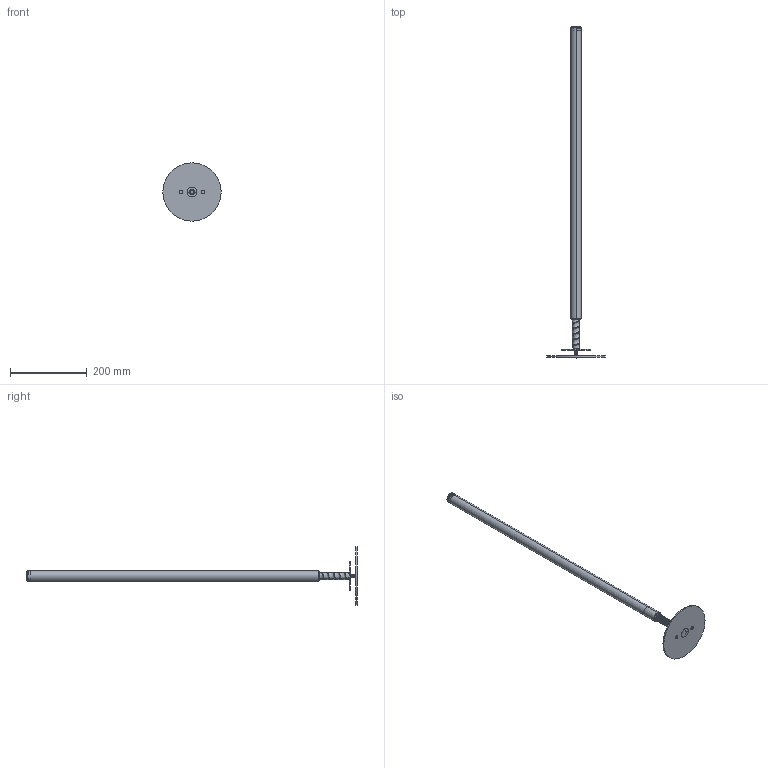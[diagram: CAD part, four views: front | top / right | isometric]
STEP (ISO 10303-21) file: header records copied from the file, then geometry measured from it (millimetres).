
FILE_DESCRIPTION (( 'STEP AP214' ), '1' );
FILE_NAME ('am-4813 High Junction Assembly.STEP', '2022-09-16T18:47:24', ( '' ), ( '' ), 'SwSTEP 2.0', 'SolidWorks 2022', '' );
FILE_SCHEMA (( 'AUTOMOTIVE_DESIGN' ));
Length unit declared in the file: millimetre
Products named in the file (13): HHCS 14-20 X 3500_91309A556; 14-20 x 1.25 Elevator Bolt_92670A744; Tall Pole; am-4813 High Junction Assembly; am-1627 14-20 ID 500 OD 1000 Long Tappered Standoff_93330A652; ip-4805 Pole Spring_9637K84; am-4805 Spring Assembly; 250 fender washer 91525A120; Number 3 Rubber Stopper 9545K28_9545K28; 250 3in Fender Washer_98264A200; am-4810 Internal Pipe Cap for 1in OD Pipe_9283K14; am-4804 Under Tile Three Hole Disc; 250 Washer
Assembly tree (13 placements, depth 3):
  am-4813 High Junction Assembly
    am-4804 Under Tile Three Hole Disc
    14-20 x 1.25 Elevator Bolt_92670A744
    Number 3 Rubber Stopper 9545K28_9545K28
    250 Washer
    HHCS 14-20 X 3500_91309A556
    am-4805 Spring Assembly
      am-1627 14-20 ID 500 OD 1000 Long Tappered Standoff_93330A652  x2
      ip-4805 Pole Spring_9637K84
    250 fender washer 91525A120
    250 3in Fender Washer_98264A200
    am-4810 Internal Pipe Cap for 1in OD Pipe_9283K14
    Tall Pole
Bounding box: 152.4 x 867.62 x 152.4 mm (x, y, z)
Volume: 240801.4 mm3; surface area: 190739.6 mm2
Topology: 12 solids, 12 shells, 402 faces, 1046 edges, 674 vertices
Faces by surface type: cylinder 220, plane 77, bspline 57, cone 48
Entity records: 40520 total; most frequent: CARTESIAN_POINT 28833, ORIENTED_EDGE 1770, DIRECTION 1357, EDGE_CURVE 885, VERTEX_POINT 570, AXIS2_PLACEMENT_3D 523, UNCERTAINTY_MEASURE_WITH_UNIT 378, EDGE_LOOP 367
